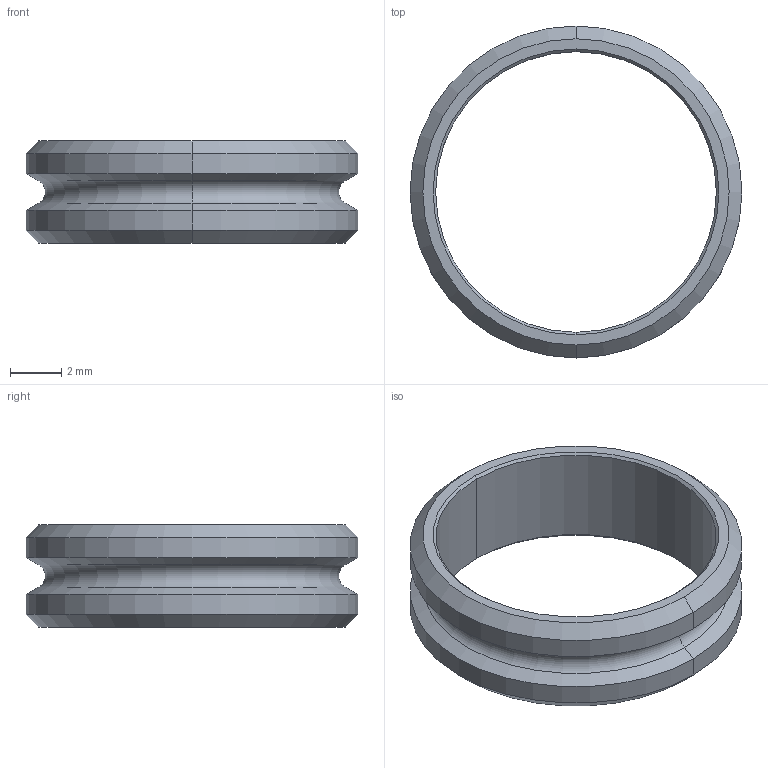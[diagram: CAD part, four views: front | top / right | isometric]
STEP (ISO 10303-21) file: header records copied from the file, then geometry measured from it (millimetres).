
FILE_DESCRIPTION((''),'2;1');
FILE_NAME('TDC_NECK_PULLEY','2021-11-18T11:22:49',('rein_je'),(''),'CREO PARAMETRIC BY PTC INC, 2019471','CREO PARAMETRIC BY PTC INC, 2019471','');
FILE_SCHEMA(('AUTOMOTIVE_DESIGN { 1 0 10303 214 1 1 1 1 }'));
Length unit declared in the file: millimetre
Products named in the file (1): TDC_NECK_PULLEY
Bounding box: 13 x 13 x 4 mm (x, y, z)
Volume: 112.1 mm3; surface area: 373.2 mm2
Topology: 1 solids, 1 shells, 22 faces, 45 edges, 26 vertices
Faces by surface type: cone 12, cylinder 6, torus 2, plane 2
Entity records: 704 total; most frequent: DIRECTION 123, CARTESIAN_POINT 97, ORIENTED_EDGE 88, AXIS2_PLACEMENT_3D 52, EDGE_CURVE 44, COLOUR_RGB 40, CIRCLE 26, VERTEX_POINT 24
